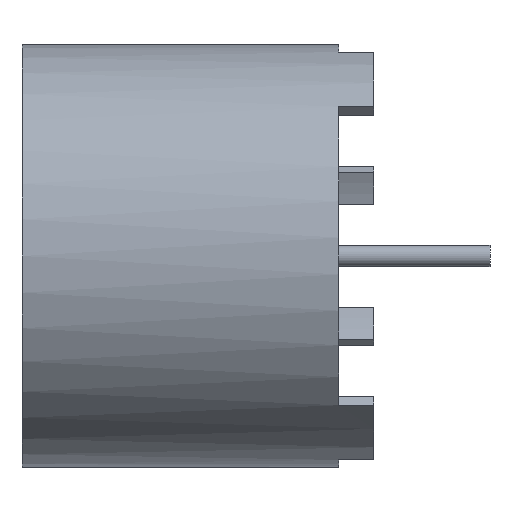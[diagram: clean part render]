
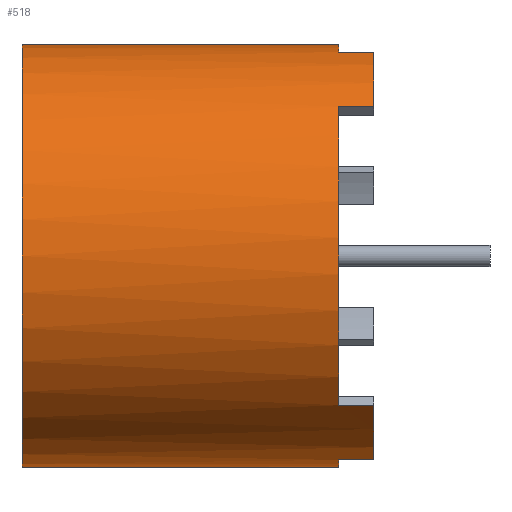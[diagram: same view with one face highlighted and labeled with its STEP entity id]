
A CAD part, left-side view. The second image highlights one B-rep face of the part: STEP entity #518.
In plain terms, the highlighted cylindrical face has radius 6 mm (diameter 12 mm), a partial arc.
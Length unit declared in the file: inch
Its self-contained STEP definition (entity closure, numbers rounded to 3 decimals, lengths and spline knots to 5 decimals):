
#4 = FACE_OUTER_BOUND ( 'NONE', #862, .T. ) ;
#30 = CARTESIAN_POINT ( 'NONE',  ( -0.16703, 0.03937, -0.16703 ) ) ;
#35 = VERTEX_POINT ( 'NONE', #1277 ) ;
#36 = DIRECTION ( 'NONE',  ( 0., 1., 0. ) ) ;
#51 = EDGE_CURVE ( 'NONE', #770, #890, #1147, .T. ) ;
#78 = DIRECTION ( 'NONE',  ( 0., 0., 1. ) ) ;
#87 = DIRECTION ( 'NONE',  ( 0., 1., 0. ) ) ;
#97 = LINE ( 'NONE', #237, #941 ) ;
#105 = ORIENTED_EDGE ( 'NONE', *, *, #119, .F. ) ;
#107 = CARTESIAN_POINT ( 'NONE',  ( -0.06114, 0.03937, 0.22817 ) ) ;
#119 = EDGE_CURVE ( 'NONE', #842, #575, #755, .T. ) ;
#134 = EDGE_CURVE ( 'NONE', #455, #890, #1083, .T. ) ;
#179 = ORIENTED_EDGE ( 'NONE', *, *, #1033, .T. ) ;
#186 = CARTESIAN_POINT ( 'NONE',  ( 0., 0.3937, 0. ) ) ;
#215 = CYLINDRICAL_SURFACE ( 'NONE', #242, 0.23622 ) ;
#226 = CARTESIAN_POINT ( 'NONE',  ( -0.16703, 0., -0.16703 ) ) ;
#237 = CARTESIAN_POINT ( 'NONE',  ( 0., 0.3937, 0.23622 ) ) ;
#238 = DIRECTION ( 'NONE',  ( 0., -1., 0. ) ) ;
#239 = EDGE_CURVE ( 'NONE', #35, #1261, #856, .T. ) ;
#242 = AXIS2_PLACEMENT_3D ( 'NONE', #1302, #924, #716 ) ;
#285 = CARTESIAN_POINT ( 'NONE',  ( -0.16703, 0.03937, -0.16703 ) ) ;
#288 = CARTESIAN_POINT ( 'NONE',  ( 0., 0., 0. ) ) ;
#289 = CIRCLE ( 'NONE', #960, 0.23622 ) ;
#298 = ORIENTED_EDGE ( 'NONE', *, *, #1286, .T. ) ;
#343 = CARTESIAN_POINT ( 'NONE',  ( 0., 0.3937, -0.23622 ) ) ;
#363 = EDGE_CURVE ( 'NONE', #1213, #818, #289, .T. ) ;
#364 = VERTEX_POINT ( 'NONE', #673 ) ;
#369 = AXIS2_PLACEMENT_3D ( 'NONE', #971, #36, #513 ) ;
#375 = DIRECTION ( 'NONE',  ( 0., -1., 0. ) ) ;
#388 = DIRECTION ( 'NONE',  ( 0., -1., 0. ) ) ;
#390 = VECTOR ( 'NONE', #388, 39.37008 ) ;
#406 = ORIENTED_EDGE ( 'NONE', *, *, #239, .F. ) ;
#430 = ORIENTED_EDGE ( 'NONE', *, *, #134, .F. ) ;
#455 = VERTEX_POINT ( 'NONE', #946 ) ;
#462 = VERTEX_POINT ( 'NONE', #226 ) ;
#478 = ORIENTED_EDGE ( 'NONE', *, *, #51, .T. ) ;
#482 = EDGE_CURVE ( 'NONE', #575, #818, #804, .T. ) ;
#513 = DIRECTION ( 'NONE',  ( 0., 0., 1. ) ) ;
#515 = AXIS2_PLACEMENT_3D ( 'NONE', #526, #1313, #723 ) ;
#518 = ADVANCED_FACE ( 'NONE', ( #4 ), #215, .T. ) ;
#526 = CARTESIAN_POINT ( 'NONE',  ( 0., 0.03937, 0. ) ) ;
#563 = DIRECTION ( 'NONE',  ( 0., 0., -1. ) ) ;
#575 = VERTEX_POINT ( 'NONE', #1216 ) ;
#623 = LINE ( 'NONE', #30, #1183 ) ;
#657 = EDGE_CURVE ( 'NONE', #35, #1213, #839, .T. ) ;
#673 = CARTESIAN_POINT ( 'NONE',  ( 0., 0.3937, 0.23622 ) ) ;
#680 = EDGE_CURVE ( 'NONE', #1261, #462, #623, .T. ) ;
#716 = DIRECTION ( 'NONE',  ( 0., 0., -1. ) ) ;
#723 = DIRECTION ( 'NONE',  ( 0., 0., -1. ) ) ;
#734 = CARTESIAN_POINT ( 'NONE',  ( -0.06114, 0., -0.22817 ) ) ;
#739 = ORIENTED_EDGE ( 'NONE', *, *, #1292, .F. ) ;
#755 = CIRCLE ( 'NONE', #958, 0.23622 ) ;
#770 = VERTEX_POINT ( 'NONE', #783 ) ;
#773 = LINE ( 'NONE', #1238, #1357 ) ;
#783 = CARTESIAN_POINT ( 'NONE',  ( 0., 0.3937, -0.23622 ) ) ;
#784 = AXIS2_PLACEMENT_3D ( 'NONE', #1263, #1154, #563 ) ;
#804 = LINE ( 'NONE', #107, #985 ) ;
#818 = VERTEX_POINT ( 'NONE', #1005 ) ;
#839 = LINE ( 'NONE', #1323, #390 ) ;
#842 = VERTEX_POINT ( 'NONE', #945 ) ;
#856 = CIRCLE ( 'NONE', #515, 0.23622 ) ;
#862 = EDGE_LOOP ( 'NONE', ( #1179, #739, #478, #430, #298, #179, #1002, #406, #1007, #1413, #932, #105 ) ) ;
#881 = CARTESIAN_POINT ( 'NONE',  ( -0.16703, 0., 0.16703 ) ) ;
#890 = VERTEX_POINT ( 'NONE', #1414 ) ;
#924 = DIRECTION ( 'NONE',  ( 0., -1., 0. ) ) ;
#932 = ORIENTED_EDGE ( 'NONE', *, *, #482, .F. ) ;
#937 = EDGE_CURVE ( 'NONE', #364, #842, #97, .T. ) ;
#941 = VECTOR ( 'NONE', #1068, 39.37008 ) ;
#945 = CARTESIAN_POINT ( 'NONE',  ( 0., 0.03937, 0.23622 ) ) ;
#946 = CARTESIAN_POINT ( 'NONE',  ( -0.06114, 0.03937, -0.22817 ) ) ;
#958 = AXIS2_PLACEMENT_3D ( 'NONE', #1498, #1507, #1027 ) ;
#960 = AXIS2_PLACEMENT_3D ( 'NONE', #288, #87, #1031 ) ;
#971 = CARTESIAN_POINT ( 'NONE',  ( 0., 0., 0. ) ) ;
#984 = VERTEX_POINT ( 'NONE', #734 ) ;
#985 = VECTOR ( 'NONE', #238, 39.37008 ) ;
#1002 = ORIENTED_EDGE ( 'NONE', *, *, #680, .F. ) ;
#1005 = CARTESIAN_POINT ( 'NONE',  ( -0.06114, 0., 0.22817 ) ) ;
#1007 = ORIENTED_EDGE ( 'NONE', *, *, #657, .T. ) ;
#1027 = DIRECTION ( 'NONE',  ( 0., 0., -1. ) ) ;
#1031 = DIRECTION ( 'NONE',  ( 0., 0., 1. ) ) ;
#1033 = EDGE_CURVE ( 'NONE', #984, #462, #1283, .T. ) ;
#1052 = DIRECTION ( 'NONE',  ( 0., -1., 0. ) ) ;
#1068 = DIRECTION ( 'NONE',  ( 0., -1., 0. ) ) ;
#1083 = CIRCLE ( 'NONE', #784, 0.23622 ) ;
#1141 = DIRECTION ( 'NONE',  ( 0., 1., 0. ) ) ;
#1147 = LINE ( 'NONE', #343, #1348 ) ;
#1154 = DIRECTION ( 'NONE',  ( 0., -1., 0. ) ) ;
#1179 = ORIENTED_EDGE ( 'NONE', *, *, #937, .F. ) ;
#1183 = VECTOR ( 'NONE', #375, 39.37008 ) ;
#1213 = VERTEX_POINT ( 'NONE', #881 ) ;
#1216 = CARTESIAN_POINT ( 'NONE',  ( -0.06114, 0.03937, 0.22817 ) ) ;
#1238 = CARTESIAN_POINT ( 'NONE',  ( -0.06114, 0.03937, -0.22817 ) ) ;
#1245 = DIRECTION ( 'NONE',  ( 0., -1., 0. ) ) ;
#1261 = VERTEX_POINT ( 'NONE', #285 ) ;
#1263 = CARTESIAN_POINT ( 'NONE',  ( 0., 0.03937, 0. ) ) ;
#1277 = CARTESIAN_POINT ( 'NONE',  ( -0.16703, 0.03937, 0.16703 ) ) ;
#1283 = CIRCLE ( 'NONE', #369, 0.23622 ) ;
#1286 = EDGE_CURVE ( 'NONE', #455, #984, #773, .T. ) ;
#1292 = EDGE_CURVE ( 'NONE', #770, #364, #1411, .T. ) ;
#1302 = CARTESIAN_POINT ( 'NONE',  ( 0., 0.3937, 0. ) ) ;
#1313 = DIRECTION ( 'NONE',  ( 0., -1., 0. ) ) ;
#1323 = CARTESIAN_POINT ( 'NONE',  ( -0.16703, 0.03937, 0.16703 ) ) ;
#1348 = VECTOR ( 'NONE', #1052, 39.37008 ) ;
#1357 = VECTOR ( 'NONE', #1245, 39.37008 ) ;
#1411 = CIRCLE ( 'NONE', #1503, 0.23622 ) ;
#1413 = ORIENTED_EDGE ( 'NONE', *, *, #363, .T. ) ;
#1414 = CARTESIAN_POINT ( 'NONE',  ( 0., 0.03937, -0.23622 ) ) ;
#1498 = CARTESIAN_POINT ( 'NONE',  ( 0., 0.03937, 0. ) ) ;
#1503 = AXIS2_PLACEMENT_3D ( 'NONE', #186, #1141, #78 ) ;
#1507 = DIRECTION ( 'NONE',  ( 0., -1., 0. ) ) ;
